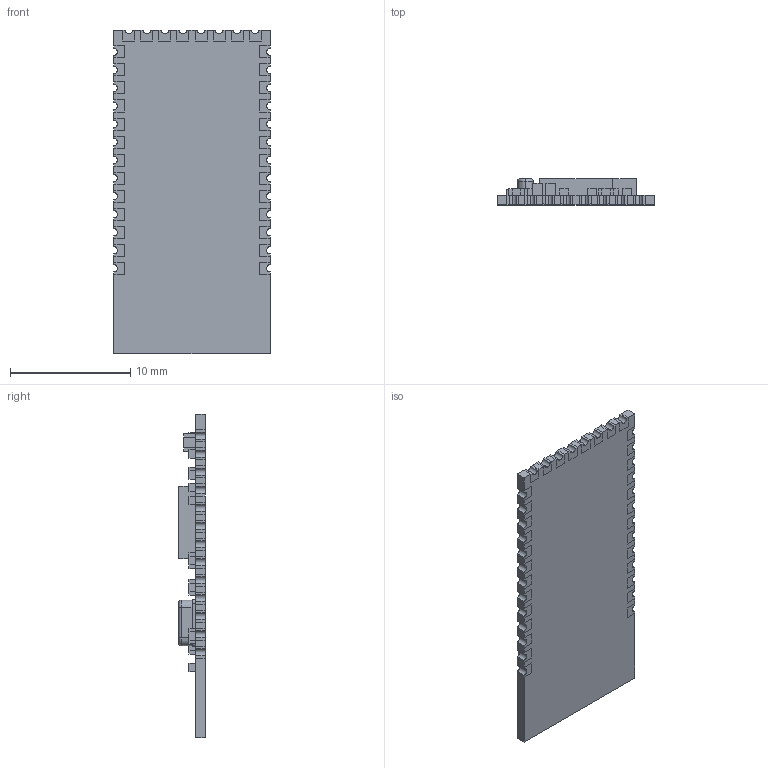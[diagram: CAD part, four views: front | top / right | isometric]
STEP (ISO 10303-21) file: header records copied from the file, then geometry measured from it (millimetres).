
FILE_DESCRIPTION (( 'STEP AP214' ), '1' );
FILE_NAME ('HM-10.STEP', '2023-02-20T22:49:10', ( '' ), ( '' ), 'SwSTEP 2.0', 'SolidWorks 2021', '' );
FILE_SCHEMA (( 'AUTOMOTIVE_DESIGN' ));
Length unit declared in the file: millimetre
Products named in the file (1): HM-10
Bounding box: 13 x 2.2 x 26.9 mm (x, y, z)
Volume: 360.1 mm3; surface area: 1265.5 mm2
Topology: 123 solids, 123 shells, 1154 faces, 2577 edges, 1671 vertices
Faces by surface type: plane 1032, cylinder 119, torus 3
Entity records: 32487 total; most frequent: CARTESIAN_POINT 5403, ORIENTED_EDGE 5154, DIRECTION 5129, EDGE_CURVE 2577, VECTOR 2335, LINE 2335, VERTEX_POINT 1671, AXIS2_PLACEMENT_3D 1397
